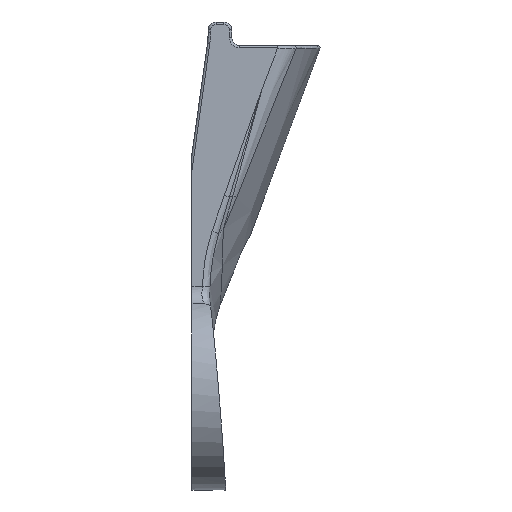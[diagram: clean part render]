
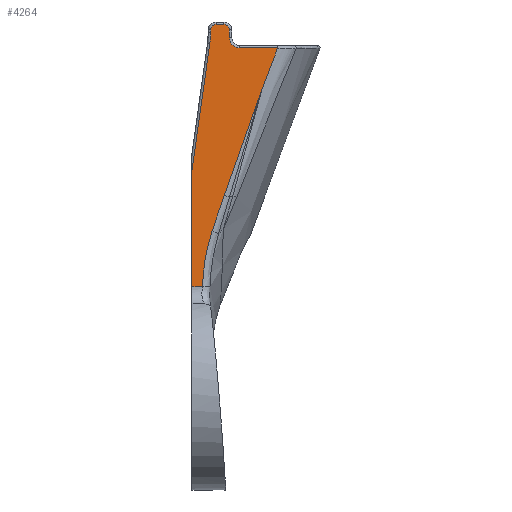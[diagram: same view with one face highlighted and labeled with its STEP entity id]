
A CAD part, left-side view. The second image highlights one B-rep face of the part: STEP entity #4264.
In plain terms, the highlighted planar face has unit normal (-1, 0, 0).
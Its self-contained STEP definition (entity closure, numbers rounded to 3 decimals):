
#4 = ORIENTED_EDGE ( 'NONE', *, *, #3797, .T. ) ;
#38 = CARTESIAN_POINT ( 'NONE',  ( 313.25, 1.092, 277.97 ) ) ;
#41 = CARTESIAN_POINT ( 'NONE',  ( 313.25, 4.519, 266.493 ) ) ;
#44 = EDGE_CURVE ( 'NONE', #545, #1207, #1322, .T. ) ;
#65 = CARTESIAN_POINT ( 'NONE',  ( 313.25, 6., 278.844 ) ) ;
#73 = ORIENTED_EDGE ( 'NONE', *, *, #1829, .T. ) ;
#130 = VECTOR ( 'NONE', #2516, 1000. ) ;
#199 = VERTEX_POINT ( 'NONE', #4360 ) ;
#212 = ORIENTED_EDGE ( 'NONE', *, *, #44, .T. ) ;
#215 = B_SPLINE_CURVE_WITH_KNOTS ( 'NONE', 3,
 ( #1865, #394, #788, #2504 ),
 .UNSPECIFIED., .F., .F.,
 ( 4, 4 ),
 ( 0.014, 0.02 ),
 .UNSPECIFIED. ) ;
#232 = ORIENTED_EDGE ( 'NONE', *, *, #2806, .T. ) ;
#338 = CARTESIAN_POINT ( 'NONE',  ( 313.25, -9.421, 297.45 ) ) ;
#365 = VECTOR ( 'NONE', #4569, 1000. ) ;
#394 = CARTESIAN_POINT ( 'NONE',  ( 313.25, -3.6, 291.035 ) ) ;
#401 = CARTESIAN_POINT ( 'NONE',  ( 313.25, 2.927, 297.45 ) ) ;
#407 = CARTESIAN_POINT ( 'NONE',  ( 313.25, 3.45, 271.132 ) ) ;
#513 = EDGE_CURVE ( 'NONE', #3550, #199, #4132, .T. ) ;
#514 = VERTEX_POINT ( 'NONE', #4286 ) ;
#545 = VERTEX_POINT ( 'NONE', #401 ) ;
#605 = CARTESIAN_POINT ( 'NONE',  ( 313.25, -9.421, 264.111 ) ) ;
#618 = PLANE ( 'NONE',  #1113 ) ;
#623 = DIRECTION ( 'NONE',  ( 0., 0., -1. ) ) ;
#688 = CARTESIAN_POINT ( 'NONE',  ( 313.25, 13.927, 296.449 ) ) ;
#722 = ORIENTED_EDGE ( 'NONE', *, *, #4566, .T. ) ;
#755 = CARTESIAN_POINT ( 'NONE',  ( 313.25, 3.627, 296.449 ) ) ;
#758 = LINE ( 'NONE', #2545, #2830 ) ;
#785 = VERTEX_POINT ( 'NONE', #1009 ) ;
#788 = CARTESIAN_POINT ( 'NONE',  ( 313.25, -4.257, 292.741 ) ) ;
#794 = CARTESIAN_POINT ( 'NONE',  ( 313.25, -2.147, 287.054 ) ) ;
#818 = CARTESIAN_POINT ( 'NONE',  ( 313.25, 6., 264.111 ) ) ;
#871 = CARTESIAN_POINT ( 'NONE',  ( 313.25, 1.892, 275.696 ) ) ;
#966 = AXIS2_PLACEMENT_3D ( 'NONE', #688, #1041, #3973 ) ;
#970 = FACE_OUTER_BOUND ( 'NONE', #1635, .T. ) ;
#979 = CARTESIAN_POINT ( 'NONE',  ( 313.25, 2.927, 296.75 ) ) ;
#1009 = CARTESIAN_POINT ( 'NONE',  ( 313.25, 1.227, 295.75 ) ) ;
#1020 = DIRECTION ( 'NONE',  ( 0., 0.139, -0.99 ) ) ;
#1023 = CARTESIAN_POINT ( 'NONE',  ( 313.25, 3.727, 295.016 ) ) ;
#1025 = B_SPLINE_CURVE_WITH_KNOTS ( 'NONE', 3,
 ( #407, #3186, #2497, #4313 ),
 .UNSPECIFIED., .F., .F.,
 ( 4, 4 ),
 ( 0., 0.005 ),
 .UNSPECIFIED. ) ;
#1041 = DIRECTION ( 'NONE',  ( 1., 0., 0. ) ) ;
#1092 = ORIENTED_EDGE ( 'NONE', *, *, #3842, .T. ) ;
#1113 = AXIS2_PLACEMENT_3D ( 'NONE', #1294, #2718, #1273 ) ;
#1123 = EDGE_CURVE ( 'NONE', #2619, #3115, #3721, .T. ) ;
#1126 = ORIENTED_EDGE ( 'NONE', *, *, #2866, .T. ) ;
#1207 = VERTEX_POINT ( 'NONE', #3362 ) ;
#1264 = CIRCLE ( 'NONE', #966, 10.3 ) ;
#1273 = DIRECTION ( 'NONE',  ( 0., 0., -1. ) ) ;
#1294 = CARTESIAN_POINT ( 'NONE',  ( 313.25, -9.421, 264.111 ) ) ;
#1322 = CIRCLE ( 'NONE', #2143, 0.7 ) ;
#1385 = ORIENTED_EDGE ( 'NONE', *, *, #513, .T. ) ;
#1433 = DIRECTION ( 'NONE',  ( 0., 1., 0. ) ) ;
#1476 = LINE ( 'NONE', #2905, #3578 ) ;
#1494 = EDGE_CURVE ( 'NONE', #514, #3776, #4032, .T. ) ;
#1501 = CARTESIAN_POINT ( 'NONE',  ( 313.25, 3.45, 271.132 ) ) ;
#1580 = LINE ( 'NONE', #4051, #4339 ) ;
#1587 = DIRECTION ( 'NONE',  ( 0., 1., 0. ) ) ;
#1635 = EDGE_LOOP ( 'NONE', ( #3694, #2766, #232, #1385, #73, #3824, #4, #722, #3893, #1126, #212, #1092, #2593, #3843, #2556 ) ) ;
#1651 = CARTESIAN_POINT ( 'NONE',  ( 313.25, 1.927, 296.75 ) ) ;
#1719 = LINE ( 'NONE', #2402, #4279 ) ;
#1758 = CARTESIAN_POINT ( 'NONE',  ( 313.25, 4.65, 265.31 ) ) ;
#1829 = EDGE_CURVE ( 'NONE', #199, #3153, #215, .T. ) ;
#1839 = VECTOR ( 'NONE', #1587, 1000. ) ;
#1865 = CARTESIAN_POINT ( 'NONE',  ( 313.25, -2.937, 289.332 ) ) ;
#1996 = CARTESIAN_POINT ( 'NONE',  ( 313.25, 1.927, 297.45 ) ) ;
#2015 = B_SPLINE_CURVE_WITH_KNOTS ( 'NONE', 3,
 ( #3607, #1758, #41, #4638, #3182, #2093 ),
 .UNSPECIFIED., .F., .F.,
 ( 4, 2, 4 ),
 ( 0., 0.004, 0.007 ),
 .UNSPECIFIED. ) ;
#2093 = CARTESIAN_POINT ( 'NONE',  ( 313.25, 3.45, 271.132 ) ) ;
#2143 = AXIS2_PLACEMENT_3D ( 'NONE', #979, #3129, #2448 ) ;
#2402 = CARTESIAN_POINT ( 'NONE',  ( 313.25, 1.227, 264.111 ) ) ;
#2448 = DIRECTION ( 'NONE',  ( 0., 0., -1. ) ) ;
#2497 = CARTESIAN_POINT ( 'NONE',  ( 313.25, 2.426, 274.179 ) ) ;
#2504 = CARTESIAN_POINT ( 'NONE',  ( 313.25, -4.907, 294.45 ) ) ;
#2516 = DIRECTION ( 'NONE',  ( 0., 1., 0. ) ) ;
#2545 = CARTESIAN_POINT ( 'NONE',  ( 313.25, -9.421, 294.45 ) ) ;
#2556 = ORIENTED_EDGE ( 'NONE', *, *, #3064, .F. ) ;
#2579 = CARTESIAN_POINT ( 'NONE',  ( 313.25, 1.892, 275.696 ) ) ;
#2593 = ORIENTED_EDGE ( 'NONE', *, *, #3933, .T. ) ;
#2619 = VERTEX_POINT ( 'NONE', #2799 ) ;
#2681 = AXIS2_PLACEMENT_3D ( 'NONE', #2702, #3835, #623 ) ;
#2702 = CARTESIAN_POINT ( 'NONE',  ( 313.25, -0.073, 295.75 ) ) ;
#2718 = DIRECTION ( 'NONE',  ( 1., 0., 0. ) ) ;
#2727 = VERTEX_POINT ( 'NONE', #1023 ) ;
#2766 = ORIENTED_EDGE ( 'NONE', *, *, #3939, .T. ) ;
#2799 = CARTESIAN_POINT ( 'NONE',  ( 313.25, 4.695, 264.111 ) ) ;
#2806 = EDGE_CURVE ( 'NONE', #4034, #3550, #1025, .T. ) ;
#2830 = VECTOR ( 'NONE', #1433, 1000. ) ;
#2834 = EDGE_CURVE ( 'NONE', #3153, #2970, #758, .T. ) ;
#2866 = EDGE_CURVE ( 'NONE', #3776, #545, #3210, .T. ) ;
#2905 = CARTESIAN_POINT ( 'NONE',  ( 313.25, 5.703, 280.958 ) ) ;
#2951 = CARTESIAN_POINT ( 'NONE',  ( 313.25, -0.073, 294.45 ) ) ;
#2970 = VERTEX_POINT ( 'NONE', #2951 ) ;
#2980 = DIRECTION ( 'NONE',  ( 0., 0., -1. ) ) ;
#3003 = DIRECTION ( 'NONE',  ( 0., 0., 1. ) ) ;
#3064 = EDGE_CURVE ( 'NONE', #3115, #4010, #1580, .T. ) ;
#3115 = VERTEX_POINT ( 'NONE', #818 ) ;
#3125 = CARTESIAN_POINT ( 'NONE',  ( 313.25, 3.627, 264.111 ) ) ;
#3129 = DIRECTION ( 'NONE',  ( -1., 0., 0. ) ) ;
#3153 = VERTEX_POINT ( 'NONE', #4353 ) ;
#3182 = CARTESIAN_POINT ( 'NONE',  ( 313.25, 3.819, 269.99 ) ) ;
#3186 = CARTESIAN_POINT ( 'NONE',  ( 313.25, 2.955, 272.661 ) ) ;
#3197 = CIRCLE ( 'NONE', #2681, 1.3 ) ;
#3210 = LINE ( 'NONE', #338, #130 ) ;
#3362 = CARTESIAN_POINT ( 'NONE',  ( 313.25, 3.627, 296.75 ) ) ;
#3421 = AXIS2_PLACEMENT_3D ( 'NONE', #1651, #4517, #2980 ) ;
#3498 = LINE ( 'NONE', #3125, #365 ) ;
#3550 = VERTEX_POINT ( 'NONE', #871 ) ;
#3578 = VECTOR ( 'NONE', #1020, 1000. ) ;
#3607 = CARTESIAN_POINT ( 'NONE',  ( 313.25, 4.695, 264.111 ) ) ;
#3628 = CARTESIAN_POINT ( 'NONE',  ( 313.25, -2.937, 289.332 ) ) ;
#3694 = ORIENTED_EDGE ( 'NONE', *, *, #1123, .F. ) ;
#3721 = LINE ( 'NONE', #605, #1839 ) ;
#3776 = VERTEX_POINT ( 'NONE', #1996 ) ;
#3797 = EDGE_CURVE ( 'NONE', #2970, #785, #3197, .T. ) ;
#3824 = ORIENTED_EDGE ( 'NONE', *, *, #2834, .T. ) ;
#3835 = DIRECTION ( 'NONE',  ( 1., 0., 0. ) ) ;
#3842 = EDGE_CURVE ( 'NONE', #1207, #4649, #3498, .T. ) ;
#3843 = ORIENTED_EDGE ( 'NONE', *, *, #3967, .T. ) ;
#3893 = ORIENTED_EDGE ( 'NONE', *, *, #1494, .T. ) ;
#3933 = EDGE_CURVE ( 'NONE', #4649, #2727, #1264, .T. ) ;
#3939 = EDGE_CURVE ( 'NONE', #2619, #4034, #2015, .T. ) ;
#3967 = EDGE_CURVE ( 'NONE', #2727, #4010, #1476, .T. ) ;
#3973 = DIRECTION ( 'NONE',  ( 0., 0., -1. ) ) ;
#4010 = VERTEX_POINT ( 'NONE', #65 ) ;
#4016 = CARTESIAN_POINT ( 'NONE',  ( 313.25, -1.342, 284.782 ) ) ;
#4032 = CIRCLE ( 'NONE', #3421, 0.7 ) ;
#4034 = VERTEX_POINT ( 'NONE', #1501 ) ;
#4051 = CARTESIAN_POINT ( 'NONE',  ( 313.25, 6., 264.111 ) ) ;
#4132 = B_SPLINE_CURVE_WITH_KNOTS ( 'NONE', 3,
 ( #2579, #38, #4307, #4016, #794, #3628 ),
 .UNSPECIFIED., .F., .F.,
 ( 4, 2, 4 ),
 ( 0., 0.007, 0.014 ),
 .UNSPECIFIED. ) ;
#4264 = ADVANCED_FACE ( 'NONE', ( #970 ), #618, .F. ) ;
#4279 = VECTOR ( 'NONE', #4640, 1000. ) ;
#4286 = CARTESIAN_POINT ( 'NONE',  ( 313.25, 1.227, 296.75 ) ) ;
#4307 = CARTESIAN_POINT ( 'NONE',  ( 313.25, 0.276, 280.239 ) ) ;
#4313 = CARTESIAN_POINT ( 'NONE',  ( 313.25, 1.892, 275.696 ) ) ;
#4339 = VECTOR ( 'NONE', #3003, 1000. ) ;
#4353 = CARTESIAN_POINT ( 'NONE',  ( 313.25, -4.907, 294.45 ) ) ;
#4360 = CARTESIAN_POINT ( 'NONE',  ( 313.25, -2.937, 289.332 ) ) ;
#4517 = DIRECTION ( 'NONE',  ( -1., 0., 0. ) ) ;
#4566 = EDGE_CURVE ( 'NONE', #785, #514, #1719, .T. ) ;
#4569 = DIRECTION ( 'NONE',  ( 0., 0., -1. ) ) ;
#4638 = CARTESIAN_POINT ( 'NONE',  ( 313.25, 4.103, 268.834 ) ) ;
#4640 = DIRECTION ( 'NONE',  ( 0., 0., 1. ) ) ;
#4649 = VERTEX_POINT ( 'NONE', #755 ) ;
